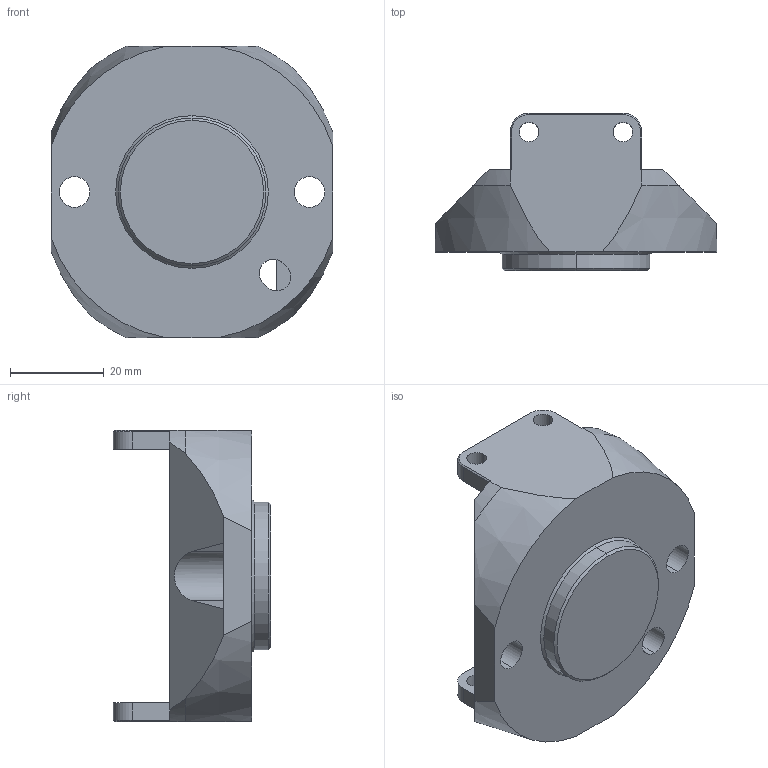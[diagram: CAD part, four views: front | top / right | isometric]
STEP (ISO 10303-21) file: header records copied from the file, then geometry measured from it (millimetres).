
FILE_DESCRIPTION (( 'STEP AP214' ), '1' );
FILE_NAME ('1101503 - 3D Precision mounting bracket.STEP', '2016-01-12T08:46:28', ( '' ), ( '' ), 'SwSTEP 2.0', 'SolidWorks 2013', '' );
FILE_SCHEMA (( 'AUTOMOTIVE_DESIGN' ));
Length unit declared in the file: millimetre
Products named in the file (1): 1101503 - 3D Precision mounting bracket
Bounding box: 60 x 33.5 x 62 mm (x, y, z)
Volume: 32587.3 mm3; surface area: 13674.8 mm2
Topology: 1 solids, 1 shells, 87 faces, 239 edges, 154 vertices
Faces by surface type: plane 40, cylinder 35, cone 12
Entity records: 2886 total; most frequent: CARTESIAN_POINT 583, DIRECTION 480, ORIENTED_EDGE 478, EDGE_CURVE 239, AXIS2_PLACEMENT_3D 171, VERTEX_POINT 154, VECTOR 138, LINE 138
